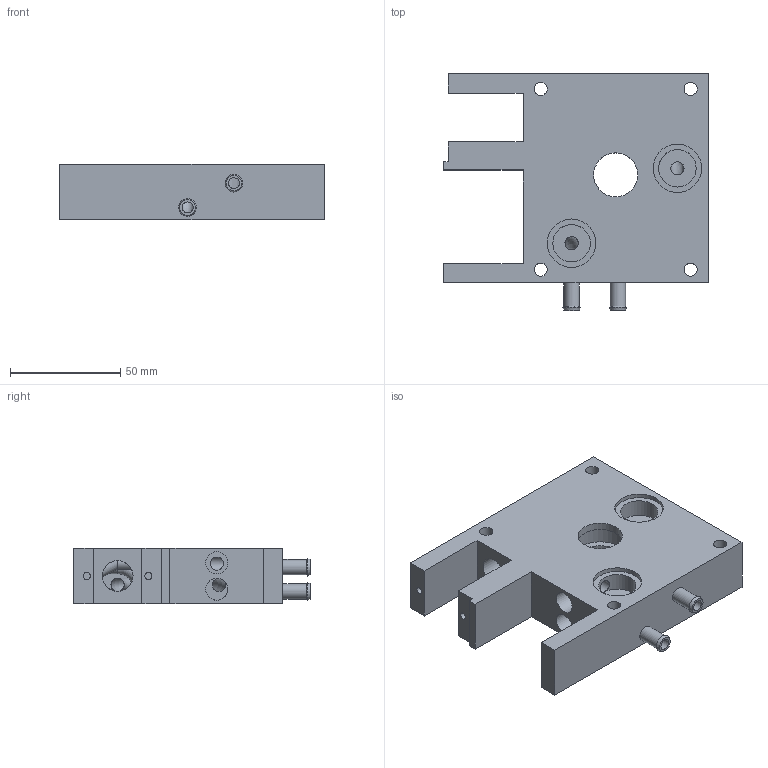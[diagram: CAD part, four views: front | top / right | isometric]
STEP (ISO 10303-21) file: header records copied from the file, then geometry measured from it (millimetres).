
FILE_DESCRIPTION(('FreeCAD Model'),'2;1');
FILE_NAME('Open CASCADE Shape Model','2022-12-14T13:09:20',(''),(''), 'Open CASCADE STEP processor 7.6','FreeCAD','Unknown');
FILE_SCHEMA(('AUTOMOTIVE_DESIGN { 1 0 10303 214 1 1 1 1 }'));
Length unit declared in the file: millimetre
Products named in the file (4): Unnamed; bd_tülle_raus; bd_tülle_rein; Cylinder003
Assembly tree (3 placements, depth 2):
  Unnamed
    bd_tülle_raus
    bd_tülle_rein
    Cylinder003
Bounding box: 120 x 107.5 x 25 mm (x, y, z)
Volume: 191735 mm3; surface area: 46204.6 mm2
Topology: 3 solids, 3 shells, 98 faces, 220 edges, 142 vertices
Faces by surface type: plane 47, cylinder 41, torus 5, cone 4, extrusion 1
Full cylindrical faces by diameter (mm): 3.2 x4, 5 x4, 6 x16, 7 x2, 10 x2, 14 x1, 17 x3, 20 x2, 22 x3, 26 x1
Entity records: 8043 total; most frequent: CARTESIAN_POINT 3329, DIRECTION 905, ORIENTED_EDGE 440, PCURVE 440, DEFINITIONAL_REPRESENTATION 440, VECTOR 395, LINE 394, EDGE_CURVE 220
